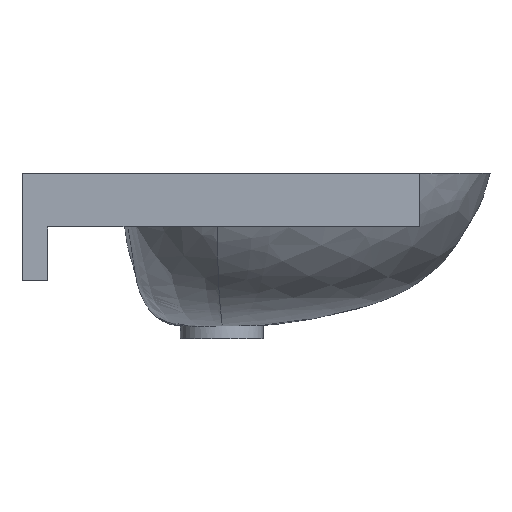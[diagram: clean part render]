
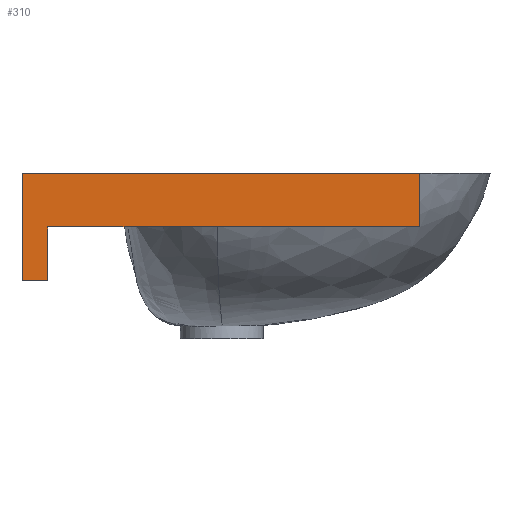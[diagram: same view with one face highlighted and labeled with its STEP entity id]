
A CAD part, left-side view. The second image highlights one B-rep face of the part: STEP entity #310.
In plain terms, the highlighted planar face has unit normal (-1, 0, 0).
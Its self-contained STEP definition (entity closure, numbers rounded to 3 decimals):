
#310=ADVANCED_FACE('',(#450),#365,.F.);
#365=PLANE('',#1931);
#450=FACE_OUTER_BOUND('',#544,.T.);
#544=EDGE_LOOP('',(#1030,#1031,#1032,#1033,#1034,#1035));
#1030=ORIENTED_EDGE('',*,*,#1469,.T.);
#1031=ORIENTED_EDGE('',*,*,#1274,.F.);
#1032=ORIENTED_EDGE('',*,*,#1234,.T.);
#1033=ORIENTED_EDGE('',*,*,#1251,.T.);
#1034=ORIENTED_EDGE('',*,*,#1226,.T.);
#1035=ORIENTED_EDGE('',*,*,#1478,.T.);
#1053=VERTEX_POINT('',#2351);
#1054=VERTEX_POINT('',#2352);
#1061=VERTEX_POINT('',#2368);
#1062=VERTEX_POINT('',#2369);
#1094=VERTEX_POINT('',#2462);
#1223=VERTEX_POINT('',#20648);
#1226=EDGE_CURVE('',#1053,#1054,#1479,.T.);
#1234=EDGE_CURVE('',#1061,#1062,#1487,.T.);
#1251=EDGE_CURVE('',#1062,#1053,#1499,.T.);
#1274=EDGE_CURVE('',#1061,#1094,#1520,.T.);
#1469=EDGE_CURVE('',#1223,#1094,#1634,.T.);
#1478=EDGE_CURVE('',#1054,#1223,#1643,.T.);
#1479=LINE('',#2350,#1644);
#1487=LINE('',#2367,#1652);
#1499=LINE('',#2402,#1664);
#1520=LINE('',#2461,#1685);
#1634=LINE('',#20647,#1799);
#1643=LINE('',#20664,#1808);
#1644=VECTOR('',#1936,1.);
#1652=VECTOR('',#1946,1.);
#1664=VECTOR('',#1970,1.);
#1685=VECTOR('',#1999,1.);
#1799=VECTOR('',#2323,1.);
#1808=VECTOR('',#2342,1.);
#1931=AXIS2_PLACEMENT_3D('',#20665,#2343,#2344);
#1936=DIRECTION('',(0.,0.,1.));
#1946=DIRECTION('',(0.,0.,-1.));
#1970=DIRECTION('',(0.,-1.,0.));
#1999=DIRECTION('',(0.,-1.,0.));
#2323=DIRECTION('',(0.,0.,1.));
#2342=DIRECTION('',(0.,-1.,0.));
#2343=DIRECTION('',(1.,0.,0.));
#2344=DIRECTION('',(0.,0.,-1.));
#2350=CARTESIAN_POINT('',(-505.,238.851,0.));
#2351=CARTESIAN_POINT('',(-505.,238.851,-100.));
#2352=CARTESIAN_POINT('',(-505.,238.851,-50.));
#2367=CARTESIAN_POINT('',(-505.,262.851,0.));
#2368=CARTESIAN_POINT('',(-505.,262.851,0.));
#2369=CARTESIAN_POINT('',(-505.,262.851,-100.));
#2402=CARTESIAN_POINT('',(-505.,262.851,-100.));
#2461=CARTESIAN_POINT('',(-505.,-57.398,0.));
#2462=CARTESIAN_POINT('',(-505.,-107.149,0.));
#20647=CARTESIAN_POINT('',(-505.,-107.149,-12.));
#20648=CARTESIAN_POINT('',(-505.,-107.149,-50.));
#20664=CARTESIAN_POINT('',(-505.,-107.149,-50.));
#20665=CARTESIAN_POINT('',(-505.,175.031,-51.));
